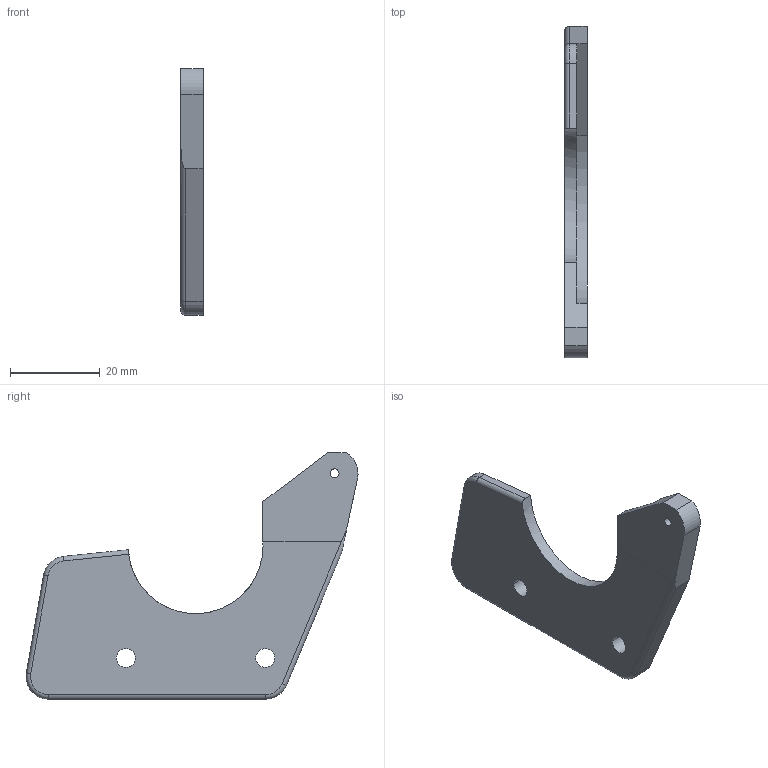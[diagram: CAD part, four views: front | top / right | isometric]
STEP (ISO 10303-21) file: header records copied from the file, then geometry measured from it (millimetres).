
FILE_DESCRIPTION(('CATIA V6 STEP','CAx-IF Rec.Pracs.--- Model Styling and Organization---1.2---2011-12-15'),'2;1');
FILE_NAME('Bloc-seringue-fixe.stp','2020-08-02T15:35:57+00:00',('NewPDM'),('Renault'),'CATIA Unofficial Packaging Version','DASSAULT SYSTEMES CATIA V6 STEP AP214','none');
FILE_SCHEMA(('AUTOMOTIVE_DESIGN { 1 0 10303 214 1 1 1 1 }'));
Length unit declared in the file: millimetre
Products named in the file (1): OCIM07AJP3
Bounding box: 5 x 73.84 x 54.8 mm (x, y, z)
Volume: 8244.3 mm3; surface area: 5316.7 mm2
Topology: 1 solids, 1 shells, 37 faces, 96 edges, 61 vertices
Faces by surface type: cylinder 18, plane 16, torus 3
Entity records: 1132 total; most frequent: CARTESIAN_POINT 229, ORIENTED_EDGE 192, DIRECTION 153, EDGE_CURVE 96, AXIS2_PLACEMENT_3D 71, VERTEX_POINT 61, VECTOR 51, LINE 51
